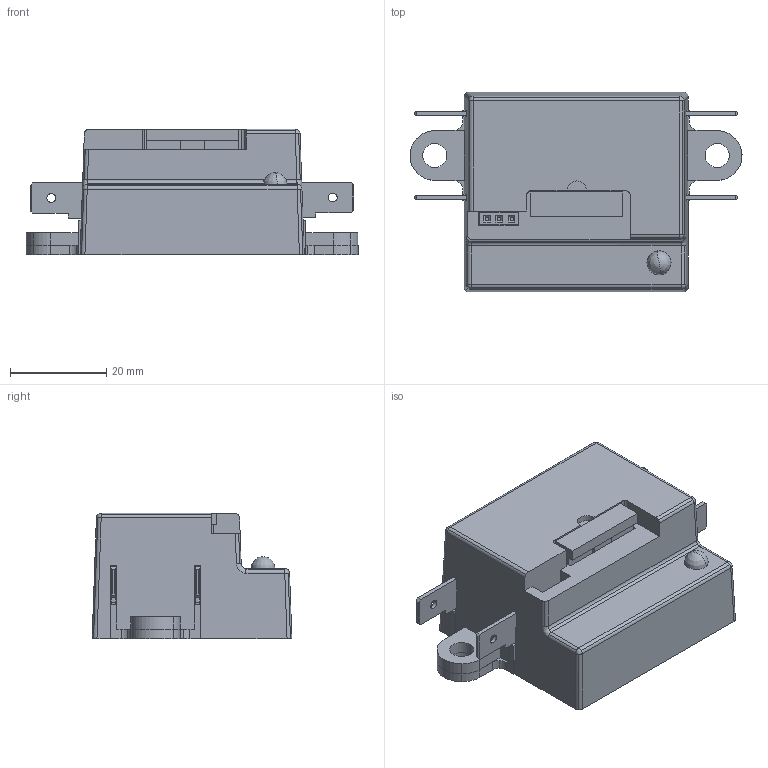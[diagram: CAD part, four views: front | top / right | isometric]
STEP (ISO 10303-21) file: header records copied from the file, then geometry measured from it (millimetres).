
FILE_DESCRIPTION((''),'2;1');
FILE_NAME('Spike H.stp','2006-01-06T19:22:19',('Owner'),(''),'Autodesk Inventor (R) 6.0','Autodesk Inventor (R) 6.0','');
FILE_SCHEMA(('AUTOMOTIVE_DESIGN { 1 0 10303 214 1 1 1 1 }'));
Length unit declared in the file: millimetre
Products named in the file (9): Spike H; Spike Bottom Cover; Spike PCB; Spike Female Terminal; 1x3 Header Connector; Spike Male Terminal; ATO Fuse; Spike Top Cover; LED - Green
Assembly tree (12 placements, depth 2):
  Spike H
    Spike Bottom Cover
    Spike PCB
    Spike Female Terminal  x2
    1x3 Header Connector
    Spike Male Terminal  x4
    ATO Fuse
    Spike Top Cover
    LED - Green
Bounding box: 68.98 x 41.5 x 26.1 mm (x, y, z)
Volume: 17990.7 mm3; surface area: 24374.1 mm2
Topology: 13 solids, 13 shells, 430 faces, 1138 edges, 740 vertices
Faces by surface type: plane 302, cylinder 83, bspline 40, sphere 5
Entity records: 10697 total; most frequent: CARTESIAN_POINT 2212, ORIENTED_EDGE 1716, DIRECTION 1683, EDGE_CURVE 858, VECTOR 669, LINE 669, VERTEX_POINT 558, AXIS2_PLACEMENT_3D 507
